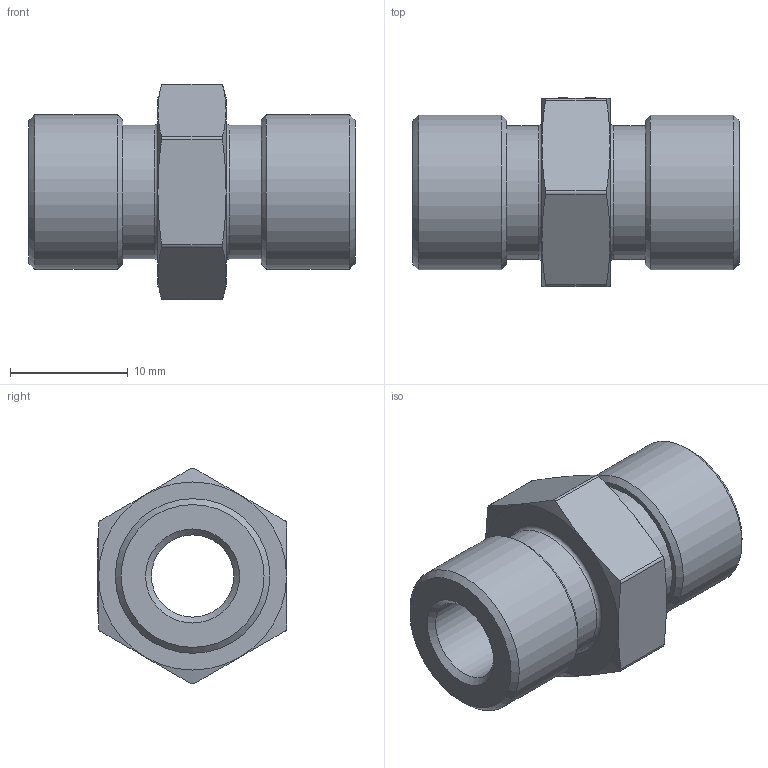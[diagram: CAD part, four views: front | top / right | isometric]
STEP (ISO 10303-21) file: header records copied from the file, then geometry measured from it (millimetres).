
FILE_DESCRIPTION (( 'STEP AP214' ), '1' );
FILE_NAME ('heco DN-014-6KZ-I.STEP', '2016-01-19T08:25:53', ( 'test' ), ( '' ), 'SwSTEP 2.0', 'SolidWorks 2011', '' );
FILE_SCHEMA (( 'AUTOMOTIVE_DESIGN' ));
Length unit declared in the file: millimetre
Products named in the file (1): heco DN-014-6KZ-I
Bounding box: 27.8 x 16.1 x 18.38 mm (x, y, z)
Volume: 2977.4 mm3; surface area: 2235.5 mm2
Topology: 1 solids, 1 shells, 211 faces, 534 edges, 351 vertices
Faces by surface type: plane 120, bspline 60, cone 18, cylinder 11, torus 2
Full cylindrical faces by diameter (mm): 7 x1, 11.4 x2, 13.157 x2
Entity records: 11783 total; most frequent: CARTESIAN_POINT 4906, ORIENTED_EDGE 1032, DIRECTION 694, EDGE_CURVE 516, VERTEX_POINT 346, LINE 330, VECTOR 330, EDGE_LOOP 252
